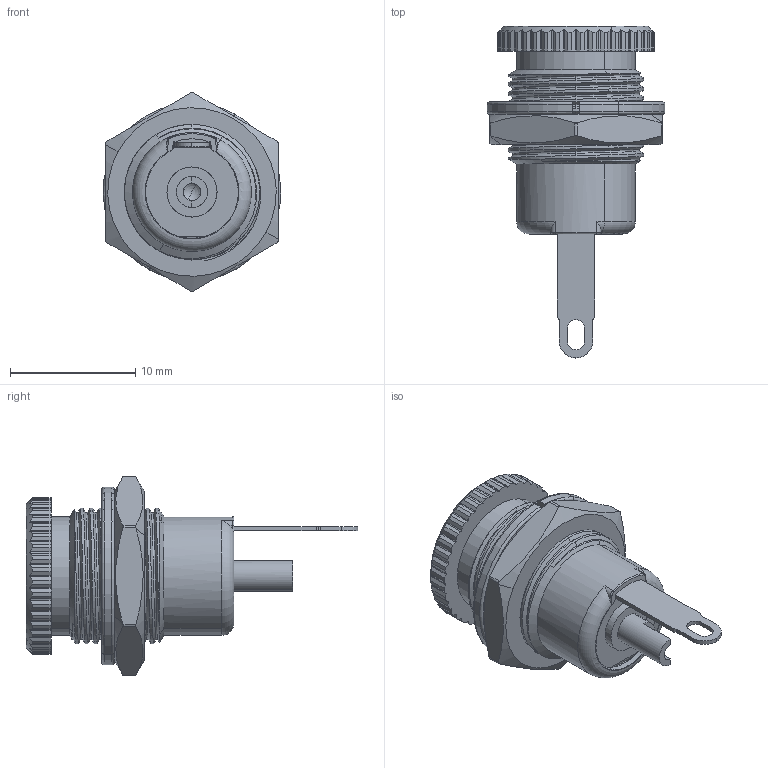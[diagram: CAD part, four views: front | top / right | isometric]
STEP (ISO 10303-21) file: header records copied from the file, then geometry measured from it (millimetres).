
FILE_DESCRIPTION(('CATIA V5 STEP Exchange'),'2;1');
FILE_NAME('Connector_5,5-2,1_DC00990-B.stp','2021-12-09T18:33:51+00:00',('none'),('none'),'CATIA Version 5 Release 19 SP 9 (IN-10)','CATIA V5 STEP AP214','none');
FILE_SCHEMA(('AUTOMOTIVE_DESIGN { 1 0 10303 214 1 1 1 1 }'));
Length unit declared in the file: millimetre
Products named in the file (1): Connector_5,5-2,1_DC00990-B
Bounding box: 14.2 x 26.5 x 15.87 mm (x, y, z)
Volume: 1084.2 mm3; surface area: 2485.9 mm2
Topology: 6 solids, 6 shells, 443 faces, 1203 edges, 776 vertices
Faces by surface type: cylinder 182, plane 142, bspline 78, torus 25, cone 12, sphere 4
Entity records: 16440 total; most frequent: CARTESIAN_POINT 6838, ORIENTED_EDGE 2398, DIRECTION 1286, EDGE_CURVE 1199, VERTEX_POINT 776, AXIS2_PLACEMENT_3D 575, VECTOR 461, EDGE_LOOP 461
